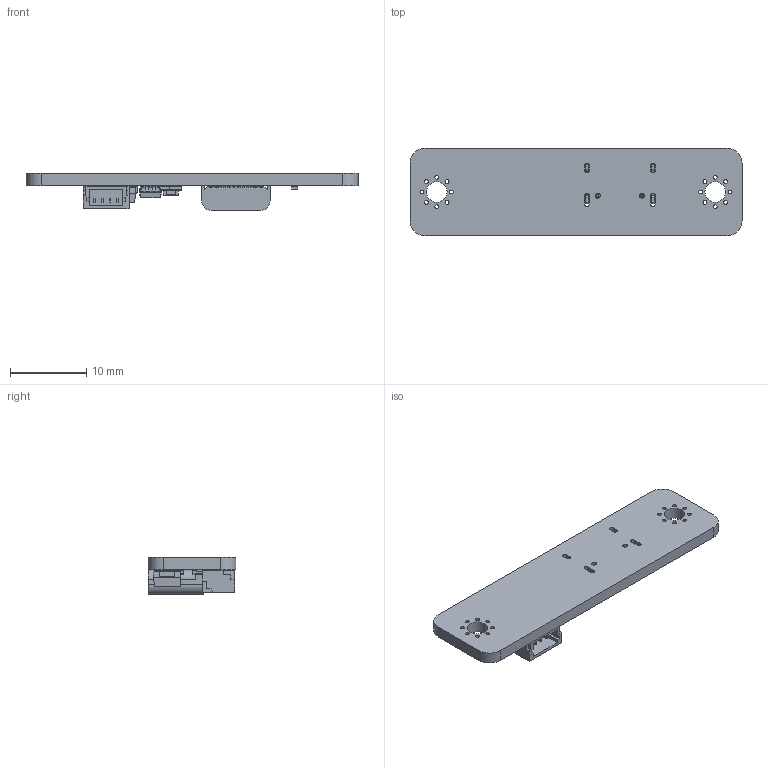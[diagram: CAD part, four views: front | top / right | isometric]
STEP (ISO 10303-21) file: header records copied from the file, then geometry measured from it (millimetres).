
FILE_DESCRIPTION(('KiCad electronic assembly'),'2;1');
FILE_NAME('dboard.step','2021-08-03T01:01:10',('An Author'),('A Company' ),'Open CASCADE STEP processor 6.9','KiCad to STEP converter', 'Unknown');
FILE_SCHEMA(('AUTOMOTIVE_DESIGN { 1 0 10303 214 1 1 1 1 }'));
Length unit declared in the file: millimetre
Products named in the file (18): Open CASCADE STEP translator 6.9 1; HRO__TYPE-C-31-M-12; SOLID; C_0805_2012Metric; D_SMB; SM04B-SRSS-TB; SOT-23-6; R_1206_3216Metric; R_0603_1608Metric; Fuse_1206_3216Metric; COMPOUND
Assembly tree (18 placements, depth 3):
  Open CASCADE STEP translator 6.9 1
    HRO__TYPE-C-31-M-12
      SOLID
    C_0805_2012Metric
      SOLID
    D_SMB
      SOLID
    SM04B-SRSS-TB
      SOLID
    SOT-23-6
      SOLID
    R_1206_3216Metric
      SOLID
    R_0603_1608Metric  x2
      SOLID
    Fuse_1206_3216Metric
      SOLID
    COMPOUND
Bounding box: 43.5 x 11.5 x 4.86 mm (x, y, z)
Volume: 959.3 mm3; surface area: 1990.9 mm2
Topology: 10 solids, 10 shells, 568 faces, 1514 edges, 978 vertices
Faces by surface type: plane 392, cylinder 126, bspline 40, cone 10
Full cylindrical faces by diameter (mm): 0.5 x18, 0.65 x2, 2.7 x2
Entity records: 40027 total; most frequent: CARTESIAN_POINT 8301, DIRECTION 5318, LINE 3612, VECTOR 3612, ORIENTED_EDGE 2892, PCURVE 2892, DEFINITIONAL_REPRESENTATION 2892, EDGE_CURVE 1446
